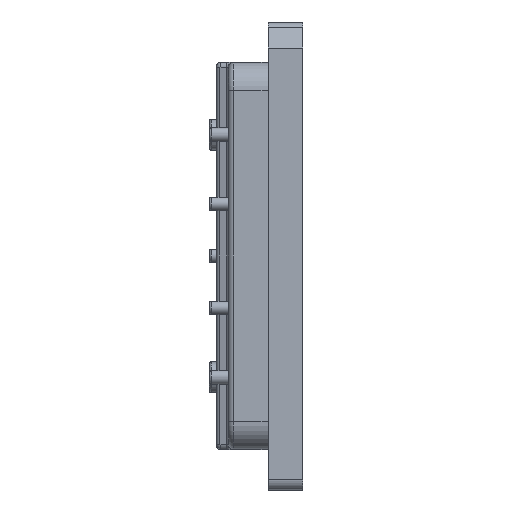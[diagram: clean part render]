
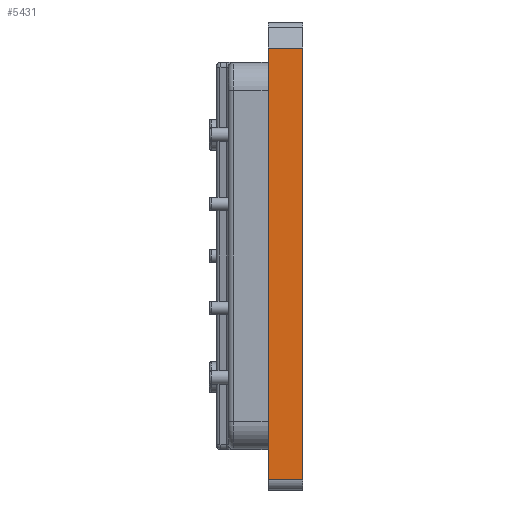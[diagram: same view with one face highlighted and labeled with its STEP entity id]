
A CAD part, left-side view. The second image highlights one B-rep face of the part: STEP entity #5431.
In plain terms, the highlighted planar face has unit normal (-1, 0, 0).
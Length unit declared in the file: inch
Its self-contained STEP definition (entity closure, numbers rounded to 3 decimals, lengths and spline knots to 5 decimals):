
#872 = LINE ( 'NONE', #2325, #874 ) ;
#874 = VECTOR ( 'NONE', #2320, 39.37008 ) ;
#934 = LINE ( 'NONE', #2410, #935 ) ;
#935 = VECTOR ( 'NONE', #2406, 39.37008 ) ;
#1142 = CARTESIAN_POINT ( 'NONE',  ( -3.2, 0., 1.2 ) ) ;
#1145 = CARTESIAN_POINT ( 'NONE',  ( -3.2, 0., -1.29 ) ) ;
#1819 = CARTESIAN_POINT ( 'NONE',  ( -3.2, 0.2, 1.2 ) ) ;
#1820 = CARTESIAN_POINT ( 'NONE',  ( -3.2, 0.2, -1.29 ) ) ;
#1856 = CARTESIAN_POINT ( 'NONE',  ( -3.2, 0.2, -1.29 ) ) ;
#1865 = PLANE ( 'NONE',  #2861 ) ;
#1871 = DIRECTION ( 'NONE',  ( 1., 0., 0. ) ) ;
#1872 = DIRECTION ( 'NONE',  ( 0., 0., -1. ) ) ;
#2320 = DIRECTION ( 'NONE',  ( 0., 0., 1. ) ) ;
#2325 = CARTESIAN_POINT ( 'NONE',  ( -3.2, 0.2, -1.29 ) ) ;
#2406 = DIRECTION ( 'NONE',  ( 0., -1., 0. ) ) ;
#2410 = CARTESIAN_POINT ( 'NONE',  ( -3.2, 0.2, -1.29 ) ) ;
#2413 = CARTESIAN_POINT ( 'NONE',  ( -3.2, 0., -1.29 ) ) ;
#2417 = DIRECTION ( 'NONE',  ( 0., 0., 1. ) ) ;
#2418 = CARTESIAN_POINT ( 'NONE',  ( -3.2, 0.2, 1.2 ) ) ;
#2420 = DIRECTION ( 'NONE',  ( 0., -1., 0. ) ) ;
#2565 = LINE ( 'NONE', #2413, #2566 ) ;
#2566 = VECTOR ( 'NONE', #2417, 39.37008 ) ;
#2568 = LINE ( 'NONE', #2418, #2569 ) ;
#2569 = VECTOR ( 'NONE', #2420, 39.37008 ) ;
#2808 = FACE_OUTER_BOUND ( 'NONE', #5312, .T. ) ;
#2861 = AXIS2_PLACEMENT_3D ( 'NONE', #1856, #1871, #1872 ) ;
#2896 = VERTEX_POINT ( 'NONE', #1142 ) ;
#2897 = VERTEX_POINT ( 'NONE', #1145 ) ;
#3979 = EDGE_CURVE ( 'NONE', #4495, #4494, #872, .T. ) ;
#4016 = EDGE_CURVE ( 'NONE', #4495, #2897, #934, .T. ) ;
#4017 = EDGE_CURVE ( 'NONE', #2897, #2896, #2565, .T. ) ;
#4018 = EDGE_CURVE ( 'NONE', #4494, #2896, #2568, .T. ) ;
#4253 = ORIENTED_EDGE ( 'NONE', *, *, #4016, .T. ) ;
#4254 = ORIENTED_EDGE ( 'NONE', *, *, #3979, .F. ) ;
#4255 = ORIENTED_EDGE ( 'NONE', *, *, #4018, .F. ) ;
#4256 = ORIENTED_EDGE ( 'NONE', *, *, #4017, .T. ) ;
#4494 = VERTEX_POINT ( 'NONE', #1819 ) ;
#4495 = VERTEX_POINT ( 'NONE', #1820 ) ;
#5312 = EDGE_LOOP ( 'NONE', ( #4256, #4255, #4254, #4253 ) ) ;
#5431 = ADVANCED_FACE ( 'NONE', ( #2808 ), #1865, .F. ) ;
